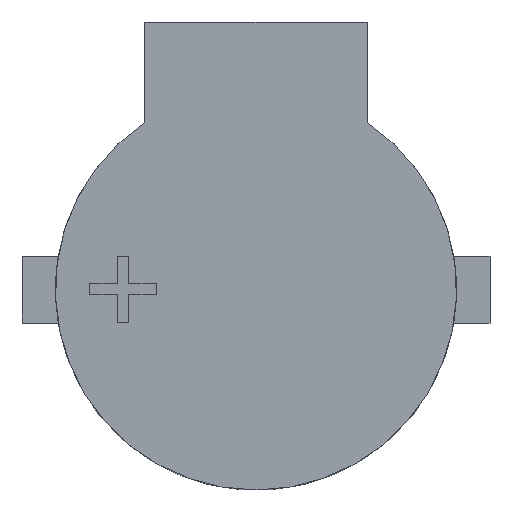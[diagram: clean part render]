
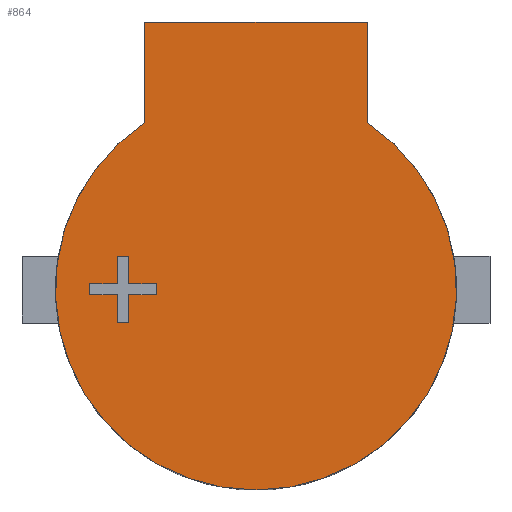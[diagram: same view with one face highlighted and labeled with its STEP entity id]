
A CAD part, top view. The second image highlights one B-rep face of the part: STEP entity #864.
In plain terms, the highlighted planar face has unit normal (0, 0, 1).
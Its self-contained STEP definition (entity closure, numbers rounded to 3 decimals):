
#18=FACE_BOUND('',#111,.T.);
#62=FACE_OUTER_BOUND('',#110,.T.);
#110=EDGE_LOOP('',(#754,#755,#756,#757));
#111=EDGE_LOOP('',(#758,#759,#760,#761,#762,#763,#764,#765,#766,#767,#768,
#769));
#166=LINE('',#1295,#273);
#170=LINE('',#1303,#277);
#173=LINE('',#1309,#280);
#176=LINE('',#1315,#283);
#179=LINE('',#1321,#286);
#182=LINE('',#1327,#289);
#185=LINE('',#1333,#292);
#188=LINE('',#1339,#295);
#191=LINE('',#1345,#298);
#194=LINE('',#1351,#301);
#197=LINE('',#1357,#304);
#200=LINE('',#1362,#307);
#215=LINE('',#1394,#322);
#218=LINE('',#1399,#325);
#220=LINE('',#1403,#327);
#273=VECTOR('',#1058,10.);
#277=VECTOR('',#1064,10.);
#280=VECTOR('',#1069,10.);
#283=VECTOR('',#1074,10.);
#286=VECTOR('',#1079,10.);
#289=VECTOR('',#1084,10.);
#292=VECTOR('',#1089,10.);
#295=VECTOR('',#1094,10.);
#298=VECTOR('',#1099,10.);
#301=VECTOR('',#1104,10.);
#304=VECTOR('',#1109,10.);
#307=VECTOR('',#1114,10.);
#322=VECTOR('',#1143,10.);
#325=VECTOR('',#1148,10.);
#327=VECTOR('',#1152,10.);
#338=CIRCLE('',#936,4.5);
#381=VERTEX_POINT('',#1293);
#382=VERTEX_POINT('',#1294);
#385=VERTEX_POINT('',#1302);
#387=VERTEX_POINT('',#1308);
#389=VERTEX_POINT('',#1314);
#391=VERTEX_POINT('',#1320);
#393=VERTEX_POINT('',#1326);
#395=VERTEX_POINT('',#1332);
#397=VERTEX_POINT('',#1338);
#399=VERTEX_POINT('',#1344);
#401=VERTEX_POINT('',#1350);
#403=VERTEX_POINT('',#1356);
#413=VERTEX_POINT('',#1391);
#414=VERTEX_POINT('',#1393);
#415=VERTEX_POINT('',#1397);
#416=VERTEX_POINT('',#1401);
#479=EDGE_CURVE('',#381,#382,#166,.T.);
#483=EDGE_CURVE('',#385,#381,#170,.T.);
#486=EDGE_CURVE('',#387,#385,#173,.T.);
#489=EDGE_CURVE('',#389,#387,#176,.T.);
#492=EDGE_CURVE('',#391,#389,#179,.T.);
#495=EDGE_CURVE('',#393,#391,#182,.T.);
#498=EDGE_CURVE('',#395,#393,#185,.T.);
#501=EDGE_CURVE('',#397,#395,#188,.T.);
#504=EDGE_CURVE('',#399,#397,#191,.T.);
#507=EDGE_CURVE('',#401,#399,#194,.T.);
#510=EDGE_CURVE('',#403,#401,#197,.T.);
#513=EDGE_CURVE('',#382,#403,#200,.T.);
#528=EDGE_CURVE('',#413,#414,#215,.T.);
#531=EDGE_CURVE('',#415,#413,#218,.T.);
#533=EDGE_CURVE('',#416,#415,#220,.T.);
#534=EDGE_CURVE('',#416,#414,#338,.T.);
#754=ORIENTED_EDGE('',*,*,#534,.T.);
#755=ORIENTED_EDGE('',*,*,#528,.F.);
#756=ORIENTED_EDGE('',*,*,#531,.F.);
#757=ORIENTED_EDGE('',*,*,#533,.F.);
#758=ORIENTED_EDGE('',*,*,#479,.T.);
#759=ORIENTED_EDGE('',*,*,#513,.T.);
#760=ORIENTED_EDGE('',*,*,#510,.T.);
#761=ORIENTED_EDGE('',*,*,#507,.T.);
#762=ORIENTED_EDGE('',*,*,#504,.T.);
#763=ORIENTED_EDGE('',*,*,#501,.T.);
#764=ORIENTED_EDGE('',*,*,#498,.T.);
#765=ORIENTED_EDGE('',*,*,#495,.T.);
#766=ORIENTED_EDGE('',*,*,#492,.T.);
#767=ORIENTED_EDGE('',*,*,#489,.T.);
#768=ORIENTED_EDGE('',*,*,#486,.T.);
#769=ORIENTED_EDGE('',*,*,#483,.T.);
#818=PLANE('',#937);
#864=ADVANCED_FACE('',(#62,#18),#818,.T.);
#936=AXIS2_PLACEMENT_3D('',#1405,#1155,#1156);
#937=AXIS2_PLACEMENT_3D('',#1406,#1157,#1158);
#1058=DIRECTION('',(0.,-1.,0.));
#1064=DIRECTION('',(1.,0.,0.));
#1069=DIRECTION('',(0.,1.,0.));
#1074=DIRECTION('',(1.,0.,0.));
#1079=DIRECTION('',(0.,1.,0.));
#1084=DIRECTION('',(-1.,0.,0.));
#1089=DIRECTION('',(0.,1.,0.));
#1094=DIRECTION('',(-1.,0.,0.));
#1099=DIRECTION('',(0.,-1.,0.));
#1104=DIRECTION('',(-1.,0.,0.));
#1109=DIRECTION('',(0.,-1.,0.));
#1114=DIRECTION('',(1.,0.,0.));
#1143=DIRECTION('',(0.,-1.,0.));
#1148=DIRECTION('',(1.,0.,0.));
#1152=DIRECTION('',(0.,1.,0.));
#1155=DIRECTION('center_axis',(0.,0.,1.));
#1156=DIRECTION('ref_axis',(1.,0.,0.));
#1157=DIRECTION('center_axis',(0.,0.,1.));
#1158=DIRECTION('ref_axis',(1.,0.,0.));
#1293=CARTESIAN_POINT('',(-2.859,0.75,3.2));
#1294=CARTESIAN_POINT('',(-2.859,0.125,3.2));
#1295=CARTESIAN_POINT('',(-2.859,0.375,3.2));
#1302=CARTESIAN_POINT('',(-3.109,0.75,3.2));
#1303=CARTESIAN_POINT('',(-1.554,0.75,3.2));
#1308=CARTESIAN_POINT('',(-3.109,0.125,3.2));
#1309=CARTESIAN_POINT('',(-3.109,0.063,3.2));
#1314=CARTESIAN_POINT('',(-3.734,0.125,3.2));
#1315=CARTESIAN_POINT('',(-1.867,0.125,3.2));
#1320=CARTESIAN_POINT('',(-3.734,-0.125,3.2));
#1321=CARTESIAN_POINT('',(-3.734,-0.063,3.2));
#1326=CARTESIAN_POINT('',(-3.109,-0.125,3.2));
#1327=CARTESIAN_POINT('',(-1.554,-0.125,3.2));
#1332=CARTESIAN_POINT('',(-3.109,-0.75,3.2));
#1333=CARTESIAN_POINT('',(-3.109,-0.375,3.2));
#1338=CARTESIAN_POINT('',(-2.859,-0.75,3.2));
#1339=CARTESIAN_POINT('',(-1.429,-0.75,3.2));
#1344=CARTESIAN_POINT('',(-2.859,-0.125,3.2));
#1345=CARTESIAN_POINT('',(-2.859,-0.063,3.2));
#1350=CARTESIAN_POINT('',(-2.234,-0.125,3.2));
#1351=CARTESIAN_POINT('',(-1.117,-0.125,3.2));
#1356=CARTESIAN_POINT('',(-2.234,0.125,3.2));
#1357=CARTESIAN_POINT('',(-2.234,0.063,3.2));
#1362=CARTESIAN_POINT('',(-1.429,0.125,3.2));
#1391=CARTESIAN_POINT('',(2.5,6.,3.2));
#1393=CARTESIAN_POINT('',(2.5,3.742,3.2));
#1394=CARTESIAN_POINT('',(2.5,6.,3.2));
#1397=CARTESIAN_POINT('',(-2.5,6.,3.2));
#1399=CARTESIAN_POINT('',(-2.5,6.,3.2));
#1401=CARTESIAN_POINT('',(-2.5,3.742,3.2));
#1403=CARTESIAN_POINT('',(-2.5,2.042,3.2));
#1405=CARTESIAN_POINT('Origin',(0.,0.,3.2));
#1406=CARTESIAN_POINT('Origin',(0.,0.,3.2));
